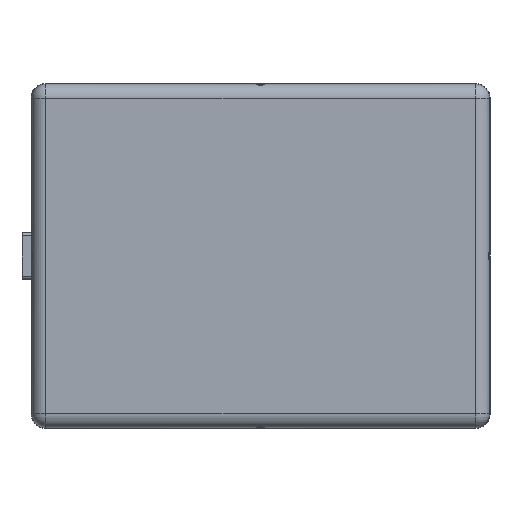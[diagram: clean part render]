
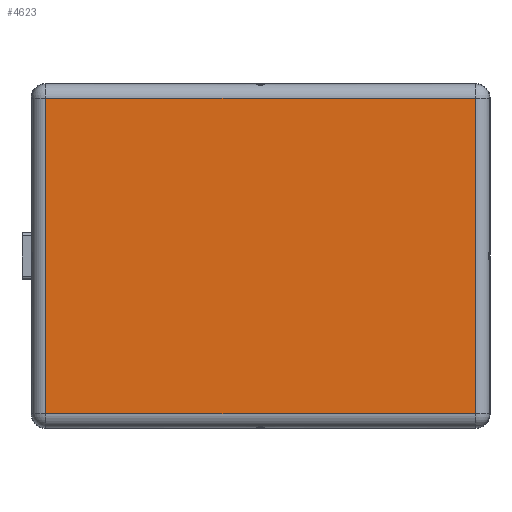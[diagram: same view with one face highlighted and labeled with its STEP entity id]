
A CAD part, front view. The second image highlights one B-rep face of the part: STEP entity #4623.
In plain terms, the highlighted planar face has unit normal (0, -1, 0).
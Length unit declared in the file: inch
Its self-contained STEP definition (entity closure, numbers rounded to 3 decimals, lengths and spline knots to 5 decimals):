
#4584=CARTESIAN_POINT('',(-8.,0.0,-6.));
#4585=DIRECTION('',(0.0,-1.0,0.0));
#4586=DIRECTION('',(0.0,0.0,-1.0));
#4587=AXIS2_PLACEMENT_3D('',#4584,#4585,#4586);
#4588=PLANE('',#4587);
#4589=CARTESIAN_POINT('',(-7.51716,0.0,-5.51716));
#4590=VERTEX_POINT('',#4589);
#4591=CARTESIAN_POINT('',(7.51716,0.0,-5.51716));
#4592=VERTEX_POINT('',#4591);
#4593=CARTESIAN_POINT('',(-7.51716,0.0,-5.51716));
#4594=DIRECTION('',(1.0,0.0,0.0));
#4595=VECTOR('',#4594,15.03431);
#4596=LINE('',#4593,#4595);
#4597=EDGE_CURVE('',#4590,#4592,#4596,.T.);
#4598=ORIENTED_EDGE('',*,*,#4597,.T.);
#4599=CARTESIAN_POINT('',(7.51716,0.0,5.51716));
#4600=VERTEX_POINT('',#4599);
#4601=CARTESIAN_POINT('',(7.51716,0.0,-5.51716));
#4602=DIRECTION('',(0.0,0.0,1.0));
#4603=VECTOR('',#4602,11.03431);
#4604=LINE('',#4601,#4603);
#4605=EDGE_CURVE('',#4592,#4600,#4604,.T.);
#4606=ORIENTED_EDGE('',*,*,#4605,.T.);
#4607=CARTESIAN_POINT('',(-7.51716,0.0,5.51716));
#4608=VERTEX_POINT('',#4607);
#4609=CARTESIAN_POINT('',(7.51716,0.0,5.51716));
#4610=DIRECTION('',(-1.0,0.0,0.0));
#4611=VECTOR('',#4610,15.03431);
#4612=LINE('',#4609,#4611);
#4613=EDGE_CURVE('',#4600,#4608,#4612,.T.);
#4614=ORIENTED_EDGE('',*,*,#4613,.T.);
#4615=CARTESIAN_POINT('',(-7.51716,0.0,5.51716));
#4616=DIRECTION('',(0.0,0.0,-1.0));
#4617=VECTOR('',#4616,11.03431);
#4618=LINE('',#4615,#4617);
#4619=EDGE_CURVE('',#4608,#4590,#4618,.T.);
#4620=ORIENTED_EDGE('',*,*,#4619,.T.);
#4621=EDGE_LOOP('',(#4598,#4606,#4614,#4620));
#4622=FACE_OUTER_BOUND('',#4621,.T.);
#4623=ADVANCED_FACE('',(#4622),#4588,.T.);
